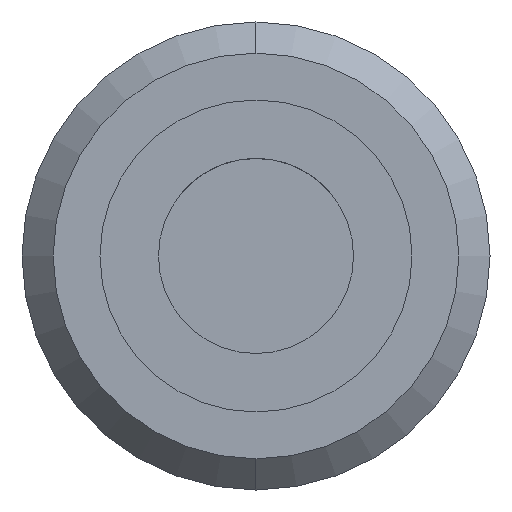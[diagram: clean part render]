
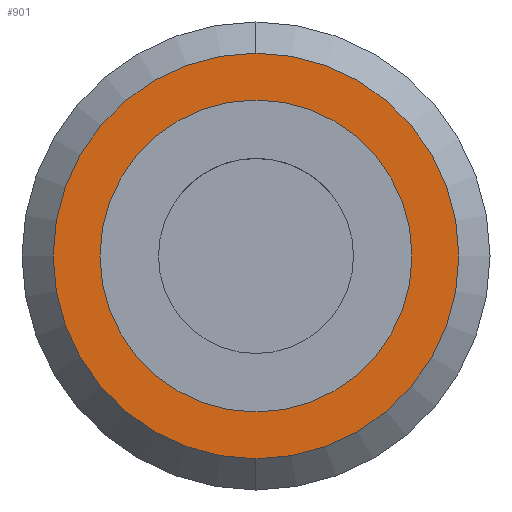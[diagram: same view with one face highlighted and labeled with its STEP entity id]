
A CAD part, left-side view. The second image highlights one B-rep face of the part: STEP entity #901.
In plain terms, the highlighted planar face has unit normal (-1, 0, 0).
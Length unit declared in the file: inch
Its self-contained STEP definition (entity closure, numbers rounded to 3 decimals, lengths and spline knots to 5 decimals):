
#67 = FACE_BOUND ( 'NONE', #576, .T. ) ;
#78 = FACE_OUTER_BOUND ( 'NONE', #465, .T. ) ;
#98 = CIRCLE ( 'NONE', #312, 0.07874 ) ;
#102 = CIRCLE ( 'NONE', #332, 0.10236 ) ;
#164 = CIRCLE ( 'NONE', #403, 0.10236 ) ;
#182 = CIRCLE ( 'NONE', #413, 0.07874 ) ;
#191 = VERTEX_POINT ( 'NONE', #949 ) ;
#194 = ORIENTED_EDGE ( 'NONE', *, *, #802, .F. ) ;
#258 = AXIS2_PLACEMENT_3D ( 'NONE', #478, #475, #474 ) ;
#312 = AXIS2_PLACEMENT_3D ( 'NONE', #572, #571, #569 ) ;
#332 = AXIS2_PLACEMENT_3D ( 'NONE', #581, #579, #578 ) ;
#403 = AXIS2_PLACEMENT_3D ( 'NONE', #804, #803, #801 ) ;
#413 = AXIS2_PLACEMENT_3D ( 'NONE', #837, #835, #833 ) ;
#442 = VERTEX_POINT ( 'NONE', #927 ) ;
#465 = EDGE_LOOP ( 'NONE', ( #1025, #593 ) ) ;
#474 = DIRECTION ( 'NONE',  ( 0., 0., 1. ) ) ;
#475 = DIRECTION ( 'NONE',  ( -1., 0., 0. ) ) ;
#478 = CARTESIAN_POINT ( 'NONE',  ( 0.11811, 0., 0.07874 ) ) ;
#486 = PLANE ( 'NONE',  #258 ) ;
#527 = ORIENTED_EDGE ( 'NONE', *, *, #662, .F. ) ;
#569 = DIRECTION ( 'NONE',  ( 0., 0., 1. ) ) ;
#571 = DIRECTION ( 'NONE',  ( -1., 0., 0. ) ) ;
#572 = CARTESIAN_POINT ( 'NONE',  ( 0.11811, 0., 0. ) ) ;
#576 = EDGE_LOOP ( 'NONE', ( #194, #527 ) ) ;
#578 = DIRECTION ( 'NONE',  ( 0., 0., 1. ) ) ;
#579 = DIRECTION ( 'NONE',  ( -1., 0., 0. ) ) ;
#581 = CARTESIAN_POINT ( 'NONE',  ( 0.11811, 0., 0. ) ) ;
#593 = ORIENTED_EDGE ( 'NONE', *, *, #686, .T. ) ;
#662 = EDGE_CURVE ( 'NONE', #191, #698, #182, .T. ) ;
#686 = EDGE_CURVE ( 'NONE', #714, #442, #164, .T. ) ;
#698 = VERTEX_POINT ( 'NONE', #798 ) ;
#714 = VERTEX_POINT ( 'NONE', #763 ) ;
#763 = CARTESIAN_POINT ( 'NONE',  ( 0.11811, 0., 0.10236 ) ) ;
#798 = CARTESIAN_POINT ( 'NONE',  ( 0.11811, 0., 0.07874 ) ) ;
#799 = EDGE_CURVE ( 'NONE', #442, #714, #102, .T. ) ;
#801 = DIRECTION ( 'NONE',  ( 0., 0., 1. ) ) ;
#802 = EDGE_CURVE ( 'NONE', #698, #191, #98, .T. ) ;
#803 = DIRECTION ( 'NONE',  ( -1., 0., 0. ) ) ;
#804 = CARTESIAN_POINT ( 'NONE',  ( 0.11811, 0., 0. ) ) ;
#833 = DIRECTION ( 'NONE',  ( 0., 0., 1. ) ) ;
#835 = DIRECTION ( 'NONE',  ( -1., 0., 0. ) ) ;
#837 = CARTESIAN_POINT ( 'NONE',  ( 0.11811, 0., 0. ) ) ;
#901 = ADVANCED_FACE ( 'NONE', ( #78, #67 ), #486, .T. ) ;
#927 = CARTESIAN_POINT ( 'NONE',  ( 0.11811, 0., -0.10236 ) ) ;
#949 = CARTESIAN_POINT ( 'NONE',  ( 0.11811, 0., -0.07874 ) ) ;
#1025 = ORIENTED_EDGE ( 'NONE', *, *, #799, .T. ) ;
